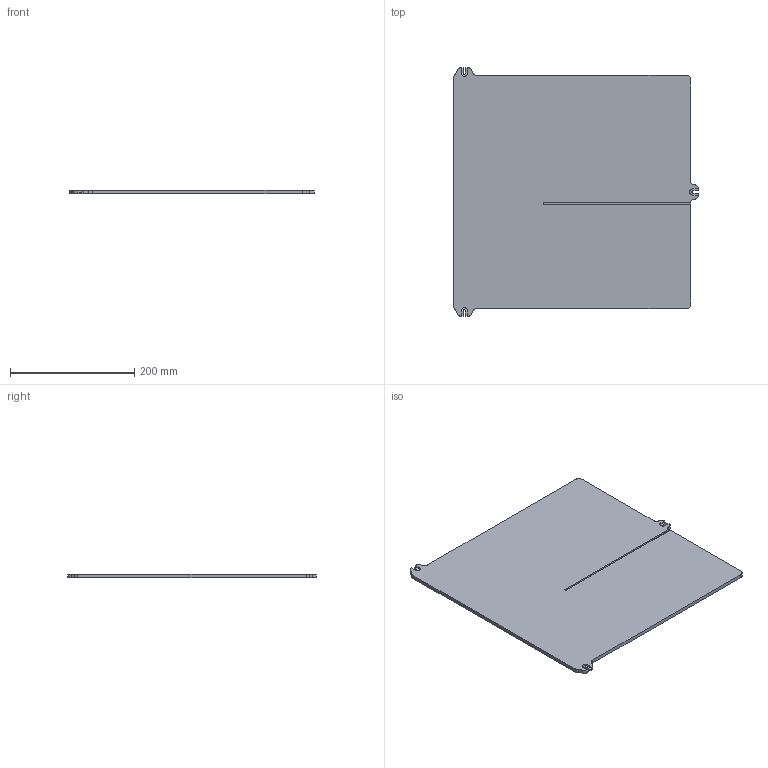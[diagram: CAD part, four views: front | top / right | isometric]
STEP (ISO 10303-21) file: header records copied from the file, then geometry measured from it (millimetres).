
FILE_DESCRIPTION(/* description */ (''),/* implementation_level */ '2;1');
FILE_NAME(/* name */ '350 Bed v13.step',/* time_stamp */ '2021-01-31T16:21:43+01:00',/* author */ (''),/* organization */ (''),/* preprocessor_version */ 'ST-DEVELOPER v18.1',/* originating_system */ 'Autodesk Translation Framework v9.7.1.1290',/* authorisation */ '');
FILE_SCHEMA (('AUTOMOTIVE_DESIGN { 1 0 10303 214 3 1 1 }'));
Length unit declared in the file: millimetre
Products named in the file (1): 350 Bed
Bounding box: 393.5 x 400 x 6 mm (x, y, z)
Volume: 859191.4 mm3; surface area: 298105.7 mm2
Topology: 1 solids, 1 shells, 54 faces, 155 edges, 103 vertices
Faces by surface type: plane 31, cylinder 23
Entity records: 1823 total; most frequent: DIRECTION 317, CARTESIAN_POINT 313, ORIENTED_EDGE 310, EDGE_CURVE 155, AXIS2_PLACEMENT_3D 107, LINE 103, VECTOR 103, VERTEX_POINT 103
